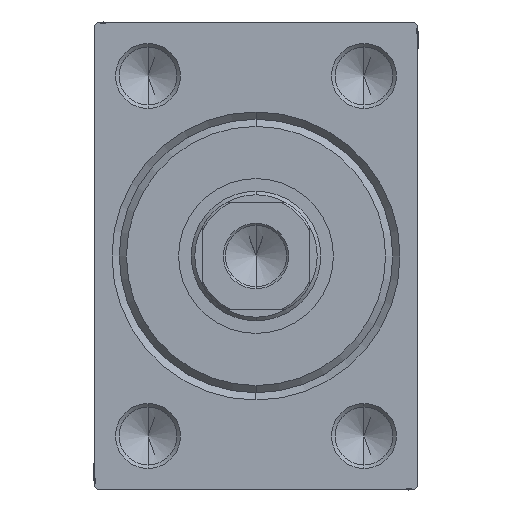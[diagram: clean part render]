
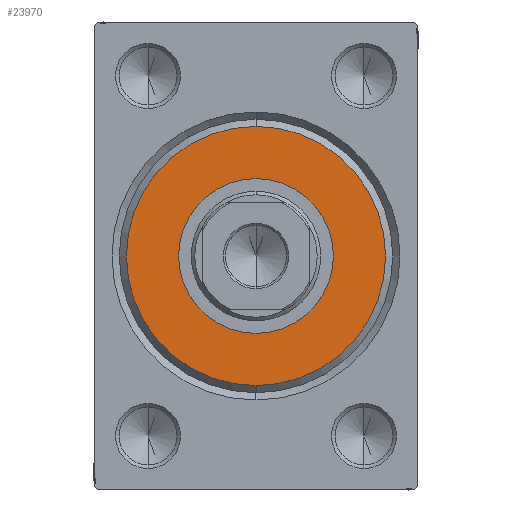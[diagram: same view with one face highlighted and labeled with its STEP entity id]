
A CAD part, left-side view. The second image highlights one B-rep face of the part: STEP entity #23970.
In plain terms, the highlighted face is planar.
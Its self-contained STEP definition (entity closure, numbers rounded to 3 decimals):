
#52 = DIRECTION ( 'NONE',  ( 0., 0., -1. ) ) ;
#446 = VERTEX_POINT ( 'NONE', #8769 ) ;
#819 = VERTEX_POINT ( 'NONE', #25846 ) ;
#2900 = DIRECTION ( 'NONE',  ( 0., 0., -1. ) ) ;
#3015 = CIRCLE ( 'NONE', #30063, 10.75 ) ;
#3114 = CARTESIAN_POINT ( 'NONE',  ( 3., 0., 0. ) ) ;
#3628 = EDGE_LOOP ( 'NONE', ( #21845, #39327 ) ) ;
#4364 = CARTESIAN_POINT ( 'NONE',  ( 3., 0., 0. ) ) ;
#5294 = AXIS2_PLACEMENT_3D ( 'NONE', #32341, #12048, #36125 ) ;
#7440 = CIRCLE ( 'NONE', #5294, 18. ) ;
#8769 = CARTESIAN_POINT ( 'NONE',  ( 3., 0., 10.75 ) ) ;
#8792 = DIRECTION ( 'NONE',  ( -1., 0., 0. ) ) ;
#9406 = CIRCLE ( 'NONE', #30776, 10.75 ) ;
#10019 = ORIENTED_EDGE ( 'NONE', *, *, #14005, .T. ) ;
#11338 = AXIS2_PLACEMENT_3D ( 'NONE', #3114, #34115, #2900 ) ;
#11428 = FACE_BOUND ( 'NONE', #42193, .T. ) ;
#11886 = VERTEX_POINT ( 'NONE', #15086 ) ;
#12048 = DIRECTION ( 'NONE',  ( 1., 0., 0. ) ) ;
#14005 = EDGE_CURVE ( 'NONE', #32862, #446, #9406, .T. ) ;
#14402 = EDGE_CURVE ( 'NONE', #446, #32862, #3015, .T. ) ;
#14768 = PLANE ( 'NONE',  #28748 ) ;
#15086 = CARTESIAN_POINT ( 'NONE',  ( 3., 0., 18. ) ) ;
#15927 = DIRECTION ( 'NONE',  ( 0., 0., -1. ) ) ;
#20114 = CARTESIAN_POINT ( 'NONE',  ( 3., 0., 0. ) ) ;
#20945 = EDGE_CURVE ( 'NONE', #11886, #819, #7440, .T. ) ;
#21845 = ORIENTED_EDGE ( 'NONE', *, *, #20945, .T. ) ;
#22329 = CARTESIAN_POINT ( 'NONE',  ( 3., 0., -10.75 ) ) ;
#23970 = ADVANCED_FACE ( 'NONE', ( #28375, #11428 ), #14768, .T. ) ;
#25695 = DIRECTION ( 'NONE',  ( 1., 0., 0. ) ) ;
#25846 = CARTESIAN_POINT ( 'NONE',  ( 3., 0., -18. ) ) ;
#28375 = FACE_OUTER_BOUND ( 'NONE', #3628, .T. ) ;
#28748 = AXIS2_PLACEMENT_3D ( 'NONE', #42213, #25695, #42652 ) ;
#30063 = AXIS2_PLACEMENT_3D ( 'NONE', #20114, #40410, #52 ) ;
#30776 = AXIS2_PLACEMENT_3D ( 'NONE', #4364, #8792, #15927 ) ;
#31920 = ORIENTED_EDGE ( 'NONE', *, *, #14402, .T. ) ;
#32341 = CARTESIAN_POINT ( 'NONE',  ( 3., 0., 0. ) ) ;
#32862 = VERTEX_POINT ( 'NONE', #22329 ) ;
#34115 = DIRECTION ( 'NONE',  ( 1., 0., 0. ) ) ;
#36125 = DIRECTION ( 'NONE',  ( 0., 0., -1. ) ) ;
#36966 = CIRCLE ( 'NONE', #11338, 18. ) ;
#39327 = ORIENTED_EDGE ( 'NONE', *, *, #42613, .T. ) ;
#40410 = DIRECTION ( 'NONE',  ( -1., 0., 0. ) ) ;
#42193 = EDGE_LOOP ( 'NONE', ( #31920, #10019 ) ) ;
#42213 = CARTESIAN_POINT ( 'NONE',  ( 3., 0., 0. ) ) ;
#42613 = EDGE_CURVE ( 'NONE', #819, #11886, #36966, .T. ) ;
#42652 = DIRECTION ( 'NONE',  ( 0., 0., -1. ) ) ;
